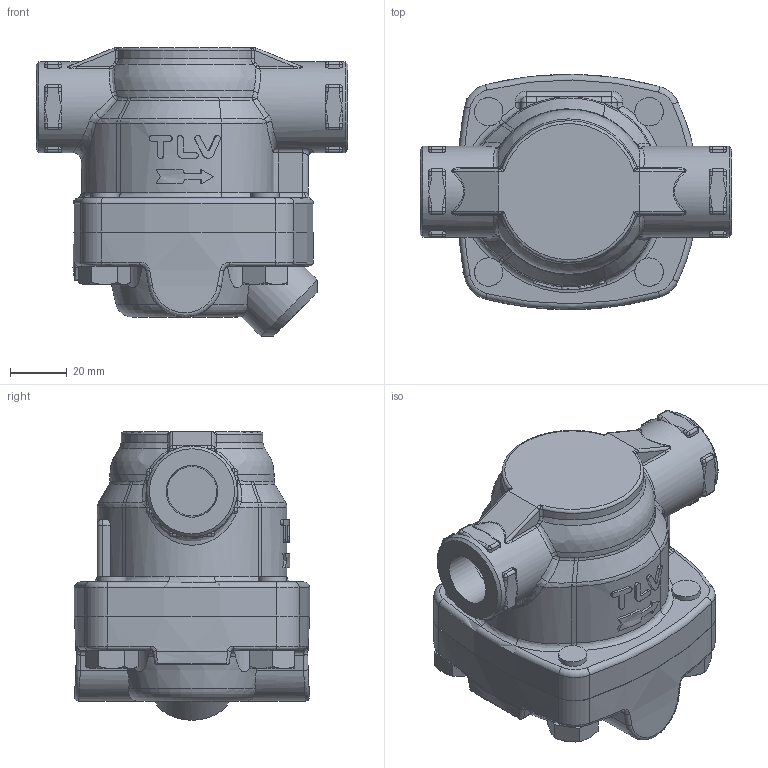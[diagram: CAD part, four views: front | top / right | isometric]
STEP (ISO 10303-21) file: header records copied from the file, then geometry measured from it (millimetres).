
FILE_DESCRIPTION((''),'2;1');
FILE_NAME('ss1nl-015-screw-00.stp','2009-12-18T15:09:59',('nakaot'),(''),'Autodesk Inventor 2008','Autodesk Inventor 2008','');
FILE_SCHEMA(('AUTOMOTIVE_DESIGN { 1 0 10303 214 1 1 1 1 }'));
Length unit declared in the file: millimetre
Products named in the file (1): ss1nl-015-screw-00
Bounding box: 110 x 82.99 x 101.77 mm (x, y, z)
Volume: 418780.4 mm3; surface area: 52391.6 mm2
Topology: 1 solids, 1 shells, 601 faces, 1489 edges, 832 vertices
Faces by surface type: bspline 203, cylinder 175, plane 143, sphere 38, cone 30, torus 12
Full cylindrical faces by diameter (mm): 10 x8, 28 x1, 32 x2
Entity records: 32931 total; most frequent: CARTESIAN_POINT 20576, ORIENTED_EDGE 2740, DIRECTION 2278, EDGE_CURVE 1370, AXIS2_PLACEMENT_3D 941, VERTEX_POINT 815, EDGE_LOOP 653, FACE_OUTER_BOUND 601
